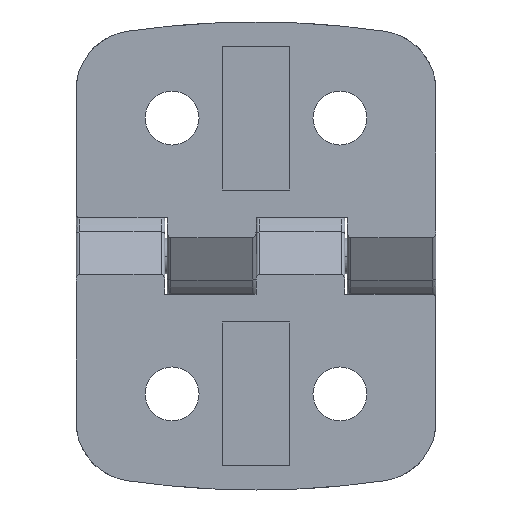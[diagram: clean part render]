
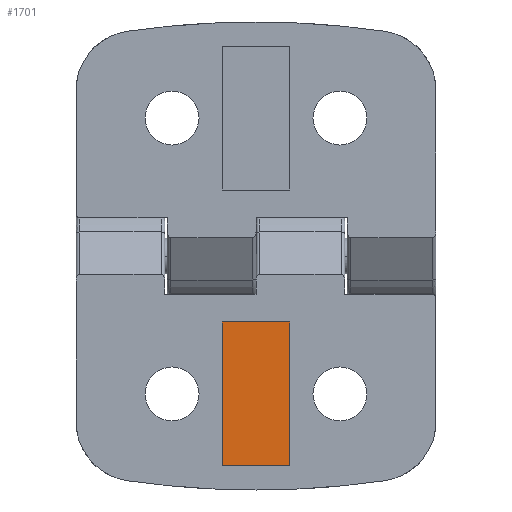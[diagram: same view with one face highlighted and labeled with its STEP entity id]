
A CAD part, front view. The second image highlights one B-rep face of the part: STEP entity #1701.
In plain terms, the highlighted planar face has unit normal (0, -1, 0).
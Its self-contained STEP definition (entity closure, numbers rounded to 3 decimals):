
#308 = EDGE_LOOP ( 'NONE', ( #5847, #12457, #5496, #956 ) ) ;
#956 = ORIENTED_EDGE ( 'NONE', *, *, #12605, .T. ) ;
#1053 = VECTOR ( 'NONE', #4086, 1000. ) ;
#1701 = ADVANCED_FACE ( 'NONE', ( #7138 ), #12500, .F. ) ;
#1809 = LINE ( 'NONE', #13189, #15254 ) ;
#2256 = LINE ( 'NONE', #11537, #7736 ) ;
#3051 = LINE ( 'NONE', #9773, #11273 ) ;
#3094 = CARTESIAN_POINT ( 'NONE',  ( -2.8, 1., -5.5 ) ) ;
#3463 = CARTESIAN_POINT ( 'NONE',  ( 2.8, 1., -5.5 ) ) ;
#4086 = DIRECTION ( 'NONE',  ( 0., 0., -1. ) ) ;
#4117 = AXIS2_PLACEMENT_3D ( 'NONE', #12235, #12231, #12217 ) ;
#4153 = DIRECTION ( 'NONE',  ( 0., 0., 1. ) ) ;
#5466 = DIRECTION ( 'NONE',  ( 1., 0., 0. ) ) ;
#5496 = ORIENTED_EDGE ( 'NONE', *, *, #6882, .T. ) ;
#5847 = ORIENTED_EDGE ( 'NONE', *, *, #9995, .T. ) ;
#6259 = CARTESIAN_POINT ( 'NONE',  ( -2.8, 1., -17.5 ) ) ;
#6591 = VERTEX_POINT ( 'NONE', #7107 ) ;
#6882 = EDGE_CURVE ( 'NONE', #12955, #6591, #1809, .T. ) ;
#7107 = CARTESIAN_POINT ( 'NONE',  ( 2.8, 1., -17.5 ) ) ;
#7138 = FACE_OUTER_BOUND ( 'NONE', #308, .T. ) ;
#7736 = VECTOR ( 'NONE', #4153, 1000. ) ;
#8421 = LINE ( 'NONE', #3094, #1053 ) ;
#9538 = CARTESIAN_POINT ( 'NONE',  ( -2.8, 1., -5.5 ) ) ;
#9773 = CARTESIAN_POINT ( 'NONE',  ( 2.8, 1., -5.5 ) ) ;
#9789 = DIRECTION ( 'NONE',  ( -1., 0., 0. ) ) ;
#9995 = EDGE_CURVE ( 'NONE', #11197, #11033, #3051, .T. ) ;
#11033 = VERTEX_POINT ( 'NONE', #9538 ) ;
#11197 = VERTEX_POINT ( 'NONE', #3463 ) ;
#11230 = EDGE_CURVE ( 'NONE', #11033, #12955, #8421, .T. ) ;
#11273 = VECTOR ( 'NONE', #9789, 1000. ) ;
#11537 = CARTESIAN_POINT ( 'NONE',  ( 2.8, 1., -5.5 ) ) ;
#12217 = DIRECTION ( 'NONE',  ( 0., 0., 1. ) ) ;
#12231 = DIRECTION ( 'NONE',  ( 0., 1., 0. ) ) ;
#12235 = CARTESIAN_POINT ( 'NONE',  ( 2.8, 1., -5.5 ) ) ;
#12457 = ORIENTED_EDGE ( 'NONE', *, *, #11230, .T. ) ;
#12500 = PLANE ( 'NONE',  #4117 ) ;
#12605 = EDGE_CURVE ( 'NONE', #6591, #11197, #2256, .T. ) ;
#12955 = VERTEX_POINT ( 'NONE', #6259 ) ;
#13189 = CARTESIAN_POINT ( 'NONE',  ( 2.8, 1., -17.5 ) ) ;
#15254 = VECTOR ( 'NONE', #5466, 1000. ) ;
